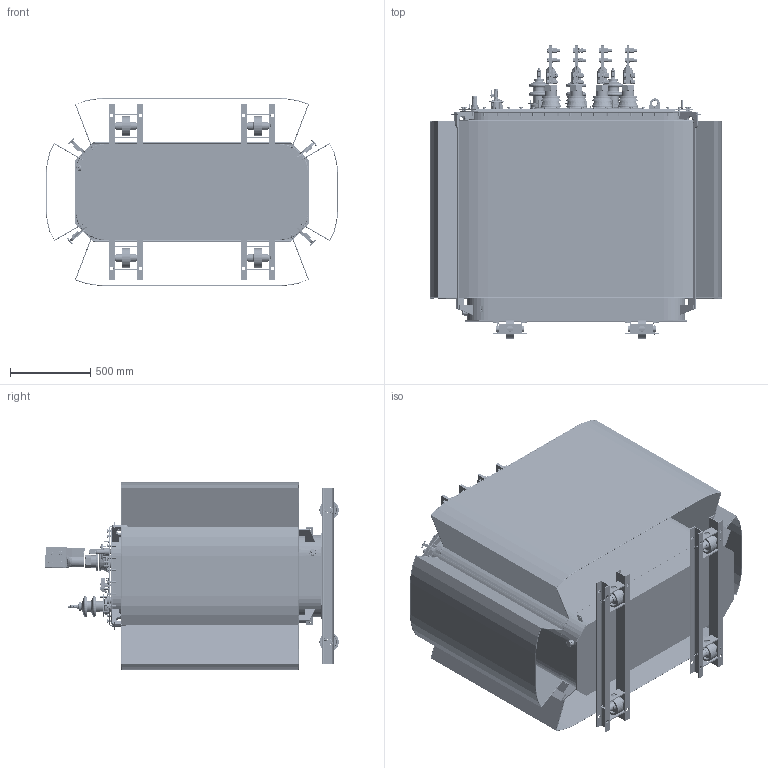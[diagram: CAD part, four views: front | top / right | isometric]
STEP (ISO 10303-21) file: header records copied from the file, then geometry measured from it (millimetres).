
FILE_DESCRIPTION(/* description */ (''),/* implementation_level */ '2;1');
FILE_NAME(/* name */ '!!!ВИЕЛ.672333.017 СБ_Трансформатор ТМГ 21_1250_10_У1_Shrinkwrap_3_гофра 220_320.stp',/* time_stamp */ '2016-07-06T11:14:05+03:00',/* author */ ('54405'),/* organization */ (''),/* preprocessor_version */ 'ST-DEVELOPER v15.2',/* originating_system */ 'Autodesk Inventor 2014',/* authorisation */ '');
FILE_SCHEMA (('AUTOMOTIVE_DESIGN { 1 0 10303 214 3 1 1 }'));
Products named in the file (1):  ТМГ 21_1
250_10_У1_Shrinkwrap_3_гофра 220_320
Bounding box: 1816.76 x 1824.57 x 1168.76 mm (x, y, z)
Volume: 40580052.2 mm3; surface area: 24923791 mm2
Topology: 42 solids, 98 shells, 6063 faces, 14648 edges, 9381 vertices
Faces by surface type: plane 3195, cylinder 1308, bspline 723, cone 465, torus 331, sphere 41
Full cylindrical faces by diameter (mm): 1.6 x3, 3.1 x4, 3.2 x1, 3.96 x1, 4 x5, 4.134 x1, 4.5 x3, 4.95 x1, 5 x1, 5.3 x1, 5.5 x2, 6 x25, 6.2 x5, 6.5 x1, 7.1 x2, 7.5 x1, 7.92 x3, 8 x7, 8.4 x6, 8.746 x17, 9 x8, 10 x22, 10.8 x3, 11 x1, 11.88 x48, 12 x102, 12.5 x3, 13 x13, 14 x50, 14.2 x1
Entity records: 206587 total; most frequent: CARTESIAN_POINT 72334, ORIENTED_EDGE 26042, DIRECTION 23882, EDGE_CURVE 12998, VERTEX_POINT 9150, AXIS2_PLACEMENT_3D 8879, EDGE_LOOP 8605, LINE 6124
